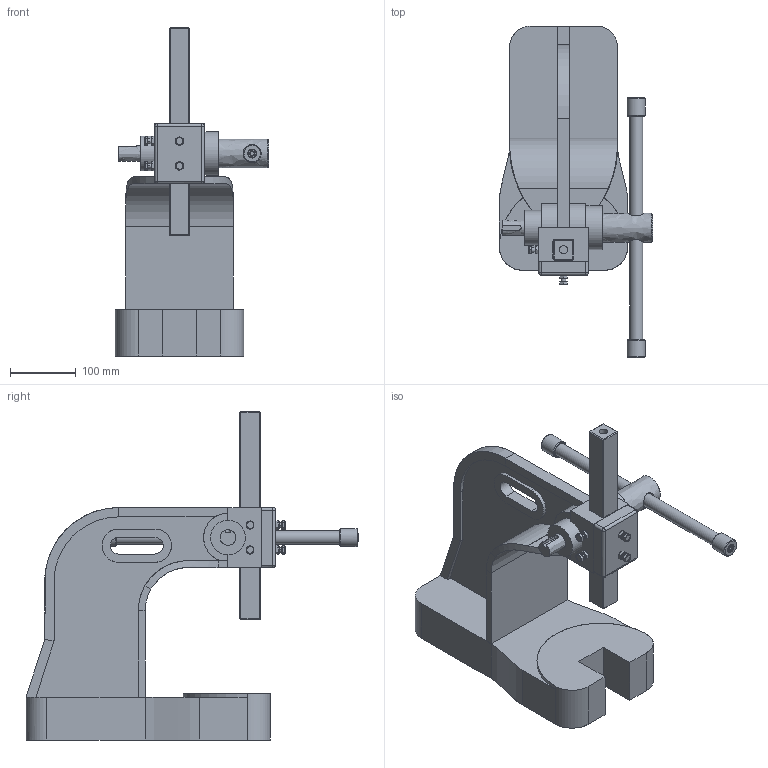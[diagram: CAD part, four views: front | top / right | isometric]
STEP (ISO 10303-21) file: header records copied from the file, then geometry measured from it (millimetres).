
FILE_DESCRIPTION(('FreeCAD Model'),'2;1');
FILE_NAME('Open CASCADE Shape Model','2025-05-09T20:06:19',('FreeCAD'),( 'FreeCAD'),'Open CASCADE STEP processor 7.6','FreeCAD','Unknown');
FILE_SCHEMA(('AUTOMOTIVE_DESIGN { 1 0 10303 214 1 1 1 1 }'));
Length unit declared in the file: millimetre
Products named in the file (1): Open CASCADE STEP translator 7.6 1
Bounding box: 233.14 x 505.17 x 499.11 mm (x, y, z)
Volume: 702078.5 mm3; surface area: 621450.7 mm2
Topology: 18 solids, 67 shells, 480 faces, 1258 edges, 875 vertices
Faces by surface type: bspline 480
Entity records: 21829 total; most frequent: CARTESIAN_POINT 14696, ORIENTED_EDGE 2249, EDGE_CURVE 1258, VERTEX_POINT 875, B_SPLINE_CURVE_WITH_KNOTS 861, FACE_BOUND 517, EDGE_LOOP 517, ADVANCED_FACE 480
